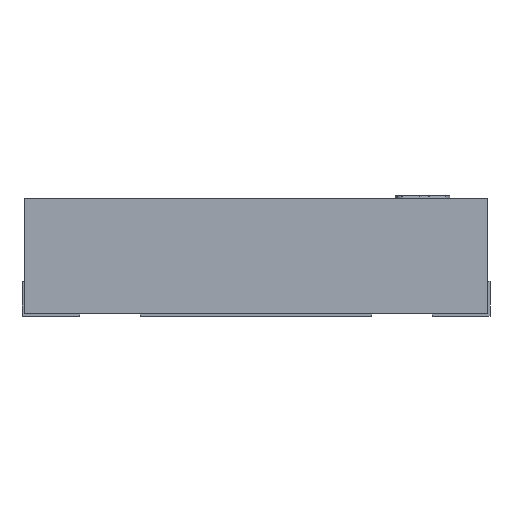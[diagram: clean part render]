
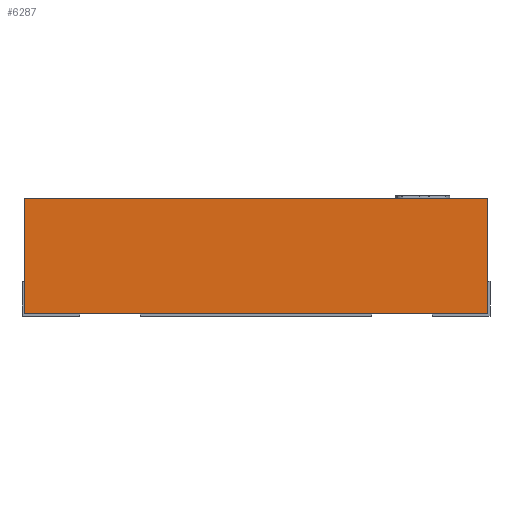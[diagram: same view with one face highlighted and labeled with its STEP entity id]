
A CAD part, front view. The second image highlights one B-rep face of the part: STEP entity #6287.
In plain terms, the highlighted planar face has unit normal (0, -1, 0).
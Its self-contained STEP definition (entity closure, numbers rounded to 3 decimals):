
#1042 = ORIENTED_EDGE ( 'NONE', *, *, #5048, .F. ) ;
#1093 = CARTESIAN_POINT ( 'NONE',  ( -1., -1., 0.51 ) ) ;
#1134 = DIRECTION ( 'NONE',  ( 1., 0., 0. ) ) ;
#1303 = CARTESIAN_POINT ( 'NONE',  ( -1., -1., 0.51 ) ) ;
#2497 = VERTEX_POINT ( 'NONE', #9138 ) ;
#2666 = VECTOR ( 'NONE', #6863, 1000. ) ;
#2748 = EDGE_CURVE ( 'NONE', #5996, #2497, #12358, .T. ) ;
#3318 = CARTESIAN_POINT ( 'NONE',  ( 1., -1., 0.51 ) ) ;
#4969 = ORIENTED_EDGE ( 'NONE', *, *, #2748, .T. ) ;
#5028 = AXIS2_PLACEMENT_3D ( 'NONE', #14585, #8560, #13475 ) ;
#5048 = EDGE_CURVE ( 'NONE', #7341, #15659, #8135, .T. ) ;
#5196 = ORIENTED_EDGE ( 'NONE', *, *, #14368, .F. ) ;
#5262 = CARTESIAN_POINT ( 'NONE',  ( 1., -1., 0.51 ) ) ;
#5936 = VECTOR ( 'NONE', #1134, 1000. ) ;
#5996 = VERTEX_POINT ( 'NONE', #10669 ) ;
#6287 = ADVANCED_FACE ( 'NONE', ( #9698 ), #7498, .F. ) ;
#6401 = EDGE_LOOP ( 'NONE', ( #9942, #1042, #5196, #4969 ) ) ;
#6863 = DIRECTION ( 'NONE',  ( 0., 0., -1. ) ) ;
#7341 = VERTEX_POINT ( 'NONE', #5262 ) ;
#7498 = PLANE ( 'NONE',  #5028 ) ;
#8135 = LINE ( 'NONE', #3318, #2666 ) ;
#8560 = DIRECTION ( 'NONE',  ( 0., 1., 0. ) ) ;
#8902 = VECTOR ( 'NONE', #13382, 1000. ) ;
#9138 = CARTESIAN_POINT ( 'NONE',  ( -1., -1., 0.01 ) ) ;
#9698 = FACE_OUTER_BOUND ( 'NONE', #6401, .T. ) ;
#9942 = ORIENTED_EDGE ( 'NONE', *, *, #13357, .T. ) ;
#10669 = CARTESIAN_POINT ( 'NONE',  ( -1., -1., 0.51 ) ) ;
#11103 = DIRECTION ( 'NONE',  ( 1., 0., 0. ) ) ;
#12313 = LINE ( 'NONE', #1303, #5936 ) ;
#12358 = LINE ( 'NONE', #1093, #8902 ) ;
#12558 = LINE ( 'NONE', #14772, #12662 ) ;
#12662 = VECTOR ( 'NONE', #11103, 1000. ) ;
#13357 = EDGE_CURVE ( 'NONE', #2497, #15659, #12558, .T. ) ;
#13382 = DIRECTION ( 'NONE',  ( 0., 0., -1. ) ) ;
#13475 = DIRECTION ( 'NONE',  ( 0., 0., 1. ) ) ;
#14368 = EDGE_CURVE ( 'NONE', #5996, #7341, #12313, .T. ) ;
#14585 = CARTESIAN_POINT ( 'NONE',  ( -1., -1., 0.51 ) ) ;
#14772 = CARTESIAN_POINT ( 'NONE',  ( -1., -1., 0.01 ) ) ;
#15659 = VERTEX_POINT ( 'NONE', #15844 ) ;
#15844 = CARTESIAN_POINT ( 'NONE',  ( 1., -1., 0.01 ) ) ;
